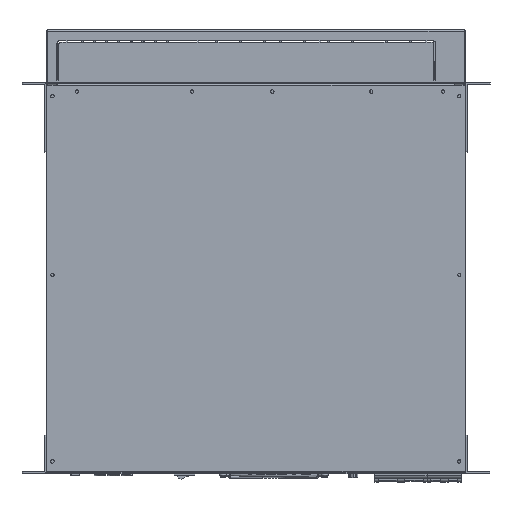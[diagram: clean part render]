
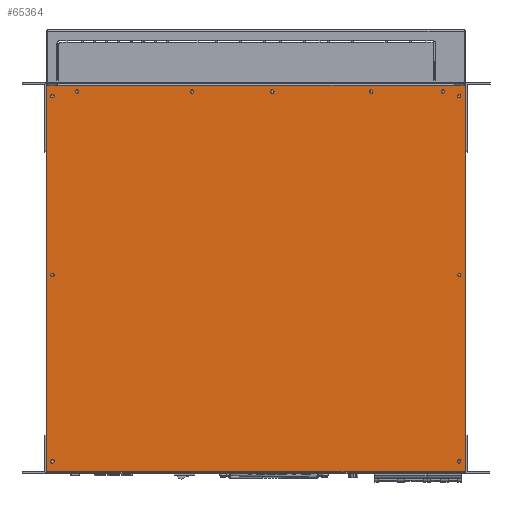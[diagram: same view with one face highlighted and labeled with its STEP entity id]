
A CAD part, top view. The second image highlights one B-rep face of the part: STEP entity #65364.
In plain terms, the highlighted planar face has unit normal (-0.002, -0.002, 1).
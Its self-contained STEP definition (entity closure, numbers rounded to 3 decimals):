
#1441=FACE_BOUND('',#10333,.T.);
#1442=FACE_BOUND('',#10334,.T.);
#1443=FACE_BOUND('',#10335,.T.);
#1444=FACE_BOUND('',#10336,.T.);
#1445=FACE_BOUND('',#10337,.T.);
#1446=FACE_BOUND('',#10338,.T.);
#1447=FACE_BOUND('',#10339,.T.);
#1448=FACE_BOUND('',#10340,.T.);
#1449=FACE_BOUND('',#10341,.T.);
#1450=FACE_BOUND('',#10342,.T.);
#1451=FACE_BOUND('',#10343,.T.);
#3546=PLANE('',#70042);
#6586=FACE_OUTER_BOUND('',#10332,.T.);
#10332=EDGE_LOOP('',(#54655,#54656,#54657,#54658,#54659,#54660,#54661,#54662));
#10333=EDGE_LOOP('',(#54663));
#10334=EDGE_LOOP('',(#54664));
#10335=EDGE_LOOP('',(#54665));
#10336=EDGE_LOOP('',(#54666));
#10337=EDGE_LOOP('',(#54667));
#10338=EDGE_LOOP('',(#54668));
#10339=EDGE_LOOP('',(#54669));
#10340=EDGE_LOOP('',(#54670));
#10341=EDGE_LOOP('',(#54671));
#10342=EDGE_LOOP('',(#54672));
#10343=EDGE_LOOP('',(#54673));
#16461=LINE('',#102211,#23883);
#16464=LINE('',#102218,#23886);
#16474=LINE('',#102240,#23896);
#16478=LINE('',#102248,#23900);
#16485=LINE('',#102287,#23907);
#16523=LINE('',#102398,#23945);
#16525=LINE('',#102405,#23947);
#16526=LINE('',#102407,#23948);
#23883=VECTOR('',#82276,1.);
#23886=VECTOR('',#82281,1.);
#23896=VECTOR('',#82303,1.);
#23900=VECTOR('',#82311,1.);
#23907=VECTOR('',#82356,1.);
#23945=VECTOR('',#82468,1.);
#23947=VECTOR('',#82478,1.);
#23948=VECTOR('',#82481,1.);
#28305=CIRCLE('',#69985,1.75);
#28307=CIRCLE('',#69988,1.75);
#28309=CIRCLE('',#69991,1.75);
#28311=CIRCLE('',#69994,1.75);
#28313=CIRCLE('',#69997,1.75);
#28321=CIRCLE('',#70009,1.75);
#28322=CIRCLE('',#70011,1.75);
#28323=CIRCLE('',#70013,1.75);
#28324=CIRCLE('',#70015,1.75);
#28325=CIRCLE('',#70017,1.75);
#28326=CIRCLE('',#70019,1.75);
#32556=VERTEX_POINT('',#102197);
#32562=VERTEX_POINT('',#102210);
#32564=VERTEX_POINT('',#102216);
#32565=VERTEX_POINT('',#102217);
#32573=VERTEX_POINT('',#102246);
#32576=VERTEX_POINT('',#102256);
#32578=VERTEX_POINT('',#102262);
#32580=VERTEX_POINT('',#102268);
#32582=VERTEX_POINT('',#102274);
#32584=VERTEX_POINT('',#102280);
#32586=VERTEX_POINT('',#102286);
#32596=VERTEX_POINT('',#102312);
#32597=VERTEX_POINT('',#102316);
#32598=VERTEX_POINT('',#102320);
#32599=VERTEX_POINT('',#102324);
#32600=VERTEX_POINT('',#102328);
#32601=VERTEX_POINT('',#102332);
#32611=VERTEX_POINT('',#102359);
#32623=VERTEX_POINT('',#102400);
#40337=EDGE_CURVE('',#32556,#32562,#16461,.T.);
#40340=EDGE_CURVE('',#32564,#32565,#16464,.T.);
#40352=EDGE_CURVE('',#32565,#32556,#16474,.T.);
#40356=EDGE_CURVE('',#32564,#32573,#16478,.T.);
#40360=EDGE_CURVE('',#32576,#32576,#28305,.T.);
#40363=EDGE_CURVE('',#32578,#32578,#28307,.T.);
#40366=EDGE_CURVE('',#32580,#32580,#28309,.T.);
#40369=EDGE_CURVE('',#32582,#32582,#28311,.T.);
#40372=EDGE_CURVE('',#32584,#32584,#28313,.T.);
#40375=EDGE_CURVE('',#32586,#32562,#16485,.T.);
#40389=EDGE_CURVE('',#32596,#32596,#28321,.T.);
#40391=EDGE_CURVE('',#32597,#32597,#28322,.T.);
#40393=EDGE_CURVE('',#32598,#32598,#28323,.T.);
#40395=EDGE_CURVE('',#32599,#32599,#28324,.T.);
#40397=EDGE_CURVE('',#32600,#32600,#28325,.T.);
#40399=EDGE_CURVE('',#32601,#32601,#28326,.T.);
#40431=EDGE_CURVE('',#32586,#32611,#16523,.T.);
#40435=EDGE_CURVE('',#32623,#32573,#16525,.T.);
#40436=EDGE_CURVE('',#32611,#32623,#16526,.T.);
#54655=ORIENTED_EDGE('',*,*,#40340,.F.);
#54656=ORIENTED_EDGE('',*,*,#40356,.T.);
#54657=ORIENTED_EDGE('',*,*,#40435,.F.);
#54658=ORIENTED_EDGE('',*,*,#40436,.F.);
#54659=ORIENTED_EDGE('',*,*,#40431,.F.);
#54660=ORIENTED_EDGE('',*,*,#40375,.T.);
#54661=ORIENTED_EDGE('',*,*,#40337,.F.);
#54662=ORIENTED_EDGE('',*,*,#40352,.F.);
#54663=ORIENTED_EDGE('',*,*,#40360,.T.);
#54664=ORIENTED_EDGE('',*,*,#40363,.T.);
#54665=ORIENTED_EDGE('',*,*,#40366,.T.);
#54666=ORIENTED_EDGE('',*,*,#40369,.T.);
#54667=ORIENTED_EDGE('',*,*,#40372,.T.);
#54668=ORIENTED_EDGE('',*,*,#40389,.T.);
#54669=ORIENTED_EDGE('',*,*,#40391,.T.);
#54670=ORIENTED_EDGE('',*,*,#40393,.T.);
#54671=ORIENTED_EDGE('',*,*,#40395,.T.);
#54672=ORIENTED_EDGE('',*,*,#40397,.T.);
#54673=ORIENTED_EDGE('',*,*,#40399,.T.);
#65364=ADVANCED_FACE('',(#6586,#1441,#1442,#1443,#1444,#1445,#1446,#1447,
#1448,#1449,#1450,#1451),#3546,.T.);
#69985=AXIS2_PLACEMENT_3D('',#102257,#82321,#82322);
#69988=AXIS2_PLACEMENT_3D('',#102263,#82328,#82329);
#69991=AXIS2_PLACEMENT_3D('',#102269,#82335,#82336);
#69994=AXIS2_PLACEMENT_3D('',#102275,#82342,#82343);
#69997=AXIS2_PLACEMENT_3D('',#102281,#82349,#82350);
#70009=AXIS2_PLACEMENT_3D('',#102314,#82382,#82383);
#70011=AXIS2_PLACEMENT_3D('',#102318,#82387,#82388);
#70013=AXIS2_PLACEMENT_3D('',#102322,#82392,#82393);
#70015=AXIS2_PLACEMENT_3D('',#102326,#82397,#82398);
#70017=AXIS2_PLACEMENT_3D('',#102330,#82402,#82403);
#70019=AXIS2_PLACEMENT_3D('',#102334,#82407,#82408);
#70042=AXIS2_PLACEMENT_3D('',#102408,#82482,#82483);
#82276=DIRECTION('',(1.,0.,0.002));
#82281=DIRECTION('',(1.,0.,0.002));
#82303=DIRECTION('',(1.,0.,0.002));
#82311=DIRECTION('',(0.,-1.,-0.002));
#82321=DIRECTION('center_axis',(0.002,0.002,
-1.));
#82322=DIRECTION('ref_axis',(1.,0.,0.002));
#82328=DIRECTION('center_axis',(0.002,0.002,
-1.));
#82329=DIRECTION('ref_axis',(1.,0.,0.002));
#82335=DIRECTION('center_axis',(0.002,0.002,
-1.));
#82336=DIRECTION('ref_axis',(1.,0.,0.002));
#82342=DIRECTION('center_axis',(0.002,0.002,
-1.));
#82343=DIRECTION('ref_axis',(1.,0.,0.002));
#82349=DIRECTION('center_axis',(0.002,0.002,
-1.));
#82350=DIRECTION('ref_axis',(1.,0.,0.002));
#82356=DIRECTION('',(0.,1.,0.002));
#82382=DIRECTION('center_axis',(0.002,0.002,
-1.));
#82383=DIRECTION('ref_axis',(1.,0.,0.002));
#82387=DIRECTION('center_axis',(0.002,0.002,
-1.));
#82388=DIRECTION('ref_axis',(1.,0.,0.002));
#82392=DIRECTION('center_axis',(0.002,0.002,
-1.));
#82393=DIRECTION('ref_axis',(1.,0.,0.002));
#82397=DIRECTION('center_axis',(0.002,0.002,
-1.));
#82398=DIRECTION('ref_axis',(1.,0.,0.002));
#82402=DIRECTION('center_axis',(0.002,0.002,
-1.));
#82403=DIRECTION('ref_axis',(1.,0.,0.002));
#82407=DIRECTION('center_axis',(0.002,0.002,
-1.));
#82408=DIRECTION('ref_axis',(1.,0.,0.002));
#82468=DIRECTION('',(-1.,0.,-0.002));
#82478=DIRECTION('',(-1.,0.,-0.002));
#82481=DIRECTION('',(-1.,0.,-0.002));
#82482=DIRECTION('center_axis',(-0.002,-0.002,
1.));
#82483=DIRECTION('ref_axis',(1.,0.,0.002));
#102197=CARTESIAN_POINT('',(6619.525,2073.987,868.209));
#102210=CARTESIAN_POINT('',(6630.825,2073.987,868.235));
#102211=CARTESIAN_POINT('',(6198.826,2073.99,867.247));
#102216=CARTESIAN_POINT('',(6198.826,2073.99,867.247));
#102217=CARTESIAN_POINT('',(6210.126,2073.99,867.272));
#102218=CARTESIAN_POINT('',(6198.826,2073.99,867.247));
#102240=CARTESIAN_POINT('',(6198.826,2073.99,867.247));
#102246=CARTESIAN_POINT('',(6198.826,1675.691,866.335));
#102248=CARTESIAN_POINT('',(6198.826,2074.34,867.247));
#102256=CARTESIAN_POINT('',(6532.2,2067.313,867.994));
#102257=CARTESIAN_POINT('Origin',(6533.95,2067.313,867.998));
#102262=CARTESIAN_POINT('',(6347.325,2067.314,867.571));
#102263=CARTESIAN_POINT('Origin',(6349.075,2067.314,867.575));
#102268=CARTESIAN_POINT('',(6228.426,2067.315,867.299));
#102269=CARTESIAN_POINT('Origin',(6230.176,2067.315,867.303));
#102274=CARTESIAN_POINT('',(6430.075,2067.313,867.76));
#102275=CARTESIAN_POINT('Origin',(6431.825,2067.313,867.764));
#102280=CARTESIAN_POINT('',(6606.325,2067.313,868.163));
#102281=CARTESIAN_POINT('Origin',(6608.075,2067.313,868.167));
#102286=CARTESIAN_POINT('',(6630.825,1675.688,867.324));
#102287=CARTESIAN_POINT('',(6630.825,2074.337,868.236));
#102312=CARTESIAN_POINT('',(6623.,1878.188,867.769));
#102314=CARTESIAN_POINT('Origin',(6624.75,1878.188,867.773));
#102316=CARTESIAN_POINT('',(6203.156,1685.691,866.368));
#102318=CARTESIAN_POINT('Origin',(6204.906,1685.691,866.372));
#102320=CARTESIAN_POINT('',(6203.156,2062.49,867.23));
#102322=CARTESIAN_POINT('Origin',(6204.906,2062.49,867.234));
#102324=CARTESIAN_POINT('',(6203.156,1878.19,866.809));
#102326=CARTESIAN_POINT('Origin',(6204.906,1878.19,866.813));
#102328=CARTESIAN_POINT('',(6623.,2062.487,868.19));
#102330=CARTESIAN_POINT('Origin',(6624.75,2062.487,868.194));
#102332=CARTESIAN_POINT('',(6623.,1685.688,867.329));
#102334=CARTESIAN_POINT('Origin',(6624.75,1685.688,867.333));
#102359=CARTESIAN_POINT('',(6619.475,1675.688,867.298));
#102398=CARTESIAN_POINT('',(6414.825,1675.69,866.829));
#102400=CARTESIAN_POINT('',(6210.176,1675.691,866.361));
#102405=CARTESIAN_POINT('',(6414.825,1675.69,866.829));
#102407=CARTESIAN_POINT('',(6414.825,1675.69,866.829));
#102408=CARTESIAN_POINT('Origin',(6198.826,2073.34,867.245));
